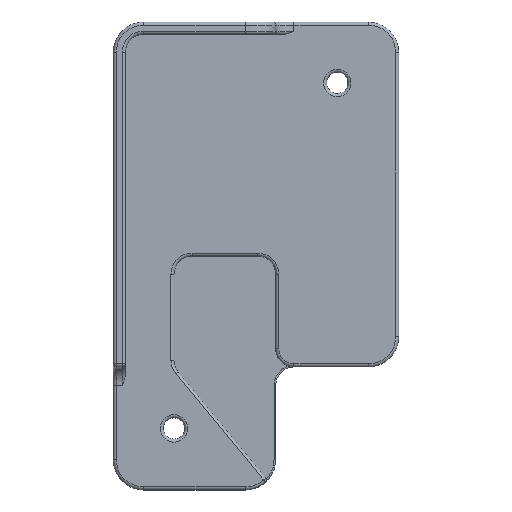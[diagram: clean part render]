
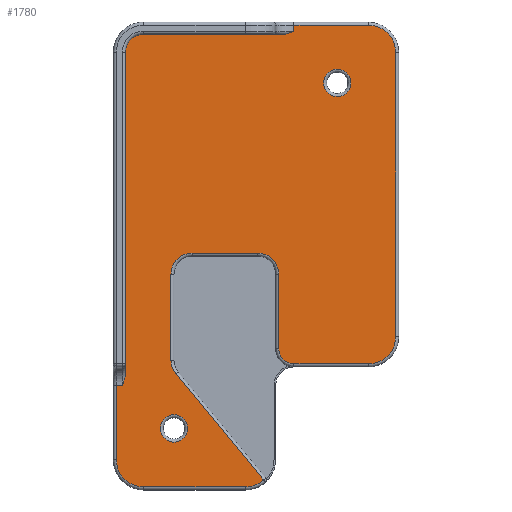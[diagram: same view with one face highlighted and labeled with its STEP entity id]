
A CAD part, top view. The second image highlights one B-rep face of the part: STEP entity #1780.
In plain terms, the highlighted planar face has unit normal (0, 0, 1).
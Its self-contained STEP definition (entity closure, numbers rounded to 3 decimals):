
#18=B_SPLINE_CURVE_WITH_KNOTS('',3,(#2898,#2899,#2900,#2901),
 .UNSPECIFIED.,.F.,.F.,(4,4),(0.,0.178),.UNSPECIFIED.);
#19=B_SPLINE_CURVE_WITH_KNOTS('',3,(#2909,#2910,#2911,#2912),
 .UNSPECIFIED.,.F.,.F.,(4,4),(0.382,0.56),
 .UNSPECIFIED.);
#67=FACE_BOUND('',#502,.T.);
#68=FACE_BOUND('',#503,.T.);
#85=LINE('',#2894,#219);
#86=LINE('',#2896,#220);
#87=LINE('',#2903,#221);
#88=LINE('',#2907,#222);
#89=LINE('',#2914,#223);
#90=LINE('',#2916,#224);
#91=LINE('',#2920,#225);
#92=LINE('',#2924,#226);
#93=LINE('',#2928,#227);
#94=LINE('',#2932,#228);
#95=LINE('',#2936,#229);
#96=LINE('',#2940,#230);
#97=LINE('',#2944,#231);
#219=VECTOR('',#2245,10.);
#220=VECTOR('',#2246,10.);
#221=VECTOR('',#2247,10.);
#222=VECTOR('',#2250,10.);
#223=VECTOR('',#2251,10.);
#224=VECTOR('',#2252,10.);
#225=VECTOR('',#2255,10.);
#226=VECTOR('',#2258,10.);
#227=VECTOR('',#2261,10.);
#228=VECTOR('',#2264,10.);
#229=VECTOR('',#2267,10.);
#230=VECTOR('',#2270,10.);
#231=VECTOR('',#2273,10.);
#338=PLANE('',#1937);
#384=FACE_OUTER_BOUND('',#501,.T.);
#501=EDGE_LOOP('',(#1247,#1248,#1249,#1250,#1251,#1252,#1253,#1254,#1255,
#1256,#1257,#1258,#1259,#1260,#1261,#1262,#1263,#1264,#1265,#1266,#1267,
#1268,#1269,#1270));
#502=EDGE_LOOP('',(#1271));
#503=EDGE_LOOP('',(#1272));
#638=CIRCLE('',#1935,2.25);
#640=CIRCLE('',#1938,3.);
#641=CIRCLE('',#1939,4.5);
#642=CIRCLE('',#1940,4.5);
#643=CIRCLE('',#1941,3.5);
#644=CIRCLE('',#1942,3.5);
#645=CIRCLE('',#1943,3.5);
#646=CIRCLE('',#1944,2.5);
#647=CIRCLE('',#1945,4.5);
#648=CIRCLE('',#1946,4.5);
#649=CIRCLE('',#1947,2.25);
#789=VERTEX_POINT('',#2887);
#790=VERTEX_POINT('',#2892);
#791=VERTEX_POINT('',#2893);
#792=VERTEX_POINT('',#2895);
#793=VERTEX_POINT('',#2897);
#794=VERTEX_POINT('',#2902);
#795=VERTEX_POINT('',#2904);
#796=VERTEX_POINT('',#2906);
#797=VERTEX_POINT('',#2908);
#798=VERTEX_POINT('',#2913);
#799=VERTEX_POINT('',#2915);
#800=VERTEX_POINT('',#2917);
#801=VERTEX_POINT('',#2919);
#802=VERTEX_POINT('',#2921);
#803=VERTEX_POINT('',#2923);
#804=VERTEX_POINT('',#2925);
#805=VERTEX_POINT('',#2927);
#806=VERTEX_POINT('',#2929);
#807=VERTEX_POINT('',#2931);
#808=VERTEX_POINT('',#2933);
#809=VERTEX_POINT('',#2935);
#810=VERTEX_POINT('',#2937);
#811=VERTEX_POINT('',#2939);
#812=VERTEX_POINT('',#2941);
#813=VERTEX_POINT('',#2943);
#814=VERTEX_POINT('',#2946);
#957=EDGE_CURVE('',#789,#789,#638,.T.);
#959=EDGE_CURVE('',#790,#791,#85,.T.);
#960=EDGE_CURVE('',#792,#790,#86,.T.);
#961=EDGE_CURVE('',#793,#792,#18,.F.);
#962=EDGE_CURVE('',#793,#794,#87,.T.);
#963=EDGE_CURVE('',#794,#795,#640,.T.);
#964=EDGE_CURVE('',#795,#796,#88,.T.);
#965=EDGE_CURVE('',#797,#796,#19,.F.);
#966=EDGE_CURVE('',#798,#797,#89,.T.);
#967=EDGE_CURVE('',#799,#798,#90,.T.);
#968=EDGE_CURVE('',#800,#799,#641,.T.);
#969=EDGE_CURVE('',#801,#800,#91,.T.);
#970=EDGE_CURVE('',#802,#801,#642,.T.);
#971=EDGE_CURVE('',#803,#802,#92,.T.);
#972=EDGE_CURVE('',#804,#803,#643,.T.);
#973=EDGE_CURVE('',#805,#804,#93,.T.);
#974=EDGE_CURVE('',#806,#805,#644,.T.);
#975=EDGE_CURVE('',#807,#806,#94,.T.);
#976=EDGE_CURVE('',#808,#807,#645,.T.);
#977=EDGE_CURVE('',#809,#808,#95,.T.);
#978=EDGE_CURVE('',#810,#809,#646,.T.);
#979=EDGE_CURVE('',#811,#810,#96,.T.);
#980=EDGE_CURVE('',#812,#811,#647,.T.);
#981=EDGE_CURVE('',#813,#812,#97,.T.);
#982=EDGE_CURVE('',#791,#813,#648,.T.);
#983=EDGE_CURVE('',#814,#814,#649,.T.);
#1247=ORIENTED_EDGE('',*,*,#959,.F.);
#1248=ORIENTED_EDGE('',*,*,#960,.F.);
#1249=ORIENTED_EDGE('',*,*,#961,.F.);
#1250=ORIENTED_EDGE('',*,*,#962,.T.);
#1251=ORIENTED_EDGE('',*,*,#963,.T.);
#1252=ORIENTED_EDGE('',*,*,#964,.T.);
#1253=ORIENTED_EDGE('',*,*,#965,.F.);
#1254=ORIENTED_EDGE('',*,*,#966,.F.);
#1255=ORIENTED_EDGE('',*,*,#967,.F.);
#1256=ORIENTED_EDGE('',*,*,#968,.F.);
#1257=ORIENTED_EDGE('',*,*,#969,.F.);
#1258=ORIENTED_EDGE('',*,*,#970,.F.);
#1259=ORIENTED_EDGE('',*,*,#971,.F.);
#1260=ORIENTED_EDGE('',*,*,#972,.F.);
#1261=ORIENTED_EDGE('',*,*,#973,.F.);
#1262=ORIENTED_EDGE('',*,*,#974,.F.);
#1263=ORIENTED_EDGE('',*,*,#975,.F.);
#1264=ORIENTED_EDGE('',*,*,#976,.F.);
#1265=ORIENTED_EDGE('',*,*,#977,.F.);
#1266=ORIENTED_EDGE('',*,*,#978,.F.);
#1267=ORIENTED_EDGE('',*,*,#979,.F.);
#1268=ORIENTED_EDGE('',*,*,#980,.F.);
#1269=ORIENTED_EDGE('',*,*,#981,.F.);
#1270=ORIENTED_EDGE('',*,*,#982,.F.);
#1271=ORIENTED_EDGE('',*,*,#983,.F.);
#1272=ORIENTED_EDGE('',*,*,#957,.F.);
#1780=ADVANCED_FACE('',(#384,#67,#68),#338,.F.);
#1935=AXIS2_PLACEMENT_3D('',#2889,#2239,#2240);
#1937=AXIS2_PLACEMENT_3D('',#2891,#2243,#2244);
#1938=AXIS2_PLACEMENT_3D('',#2905,#2248,#2249);
#1939=AXIS2_PLACEMENT_3D('',#2918,#2253,#2254);
#1940=AXIS2_PLACEMENT_3D('',#2922,#2256,#2257);
#1941=AXIS2_PLACEMENT_3D('',#2926,#2259,#2260);
#1942=AXIS2_PLACEMENT_3D('',#2930,#2262,#2263);
#1943=AXIS2_PLACEMENT_3D('',#2934,#2265,#2266);
#1944=AXIS2_PLACEMENT_3D('',#2938,#2268,#2269);
#1945=AXIS2_PLACEMENT_3D('',#2942,#2271,#2272);
#1946=AXIS2_PLACEMENT_3D('',#2945,#2274,#2275);
#1947=AXIS2_PLACEMENT_3D('',#2947,#2276,#2277);
#2239=DIRECTION('center_axis',(0.,0.,1.));
#2240=DIRECTION('ref_axis',(1.,0.,0.));
#2243=DIRECTION('center_axis',(0.,0.,-1.));
#2244=DIRECTION('ref_axis',(1.,0.,0.));
#2245=DIRECTION('',(1.,0.,0.));
#2246=DIRECTION('',(0.,1.,0.));
#2247=DIRECTION('',(-1.,0.,0.));
#2248=DIRECTION('center_axis',(0.,0.,1.));
#2249=DIRECTION('ref_axis',(-0.707,0.707,0.));
#2250=DIRECTION('',(0.,-1.,0.));
#2251=DIRECTION('',(1.,0.,0.));
#2252=DIRECTION('',(0.,1.,0.));
#2253=DIRECTION('center_axis',(0.,0.,-1.));
#2254=DIRECTION('ref_axis',(-0.707,-0.707,0.));
#2255=DIRECTION('',(-1.,0.,0.));
#2256=DIRECTION('center_axis',(0.,0.,-1.));
#2257=DIRECTION('ref_axis',(0.401,-0.916,0.));
#2258=DIRECTION('',(0.637,-0.771,0.));
#2259=DIRECTION('center_axis',(0.,0.,1.));
#2260=DIRECTION('ref_axis',(-0.941,-0.339,0.));
#2261=DIRECTION('',(0.,-1.,0.));
#2262=DIRECTION('center_axis',(0.,0.,1.));
#2263=DIRECTION('ref_axis',(-0.707,0.707,0.));
#2264=DIRECTION('',(-1.,0.,0.));
#2265=DIRECTION('center_axis',(0.,0.,1.));
#2266=DIRECTION('ref_axis',(0.707,0.707,0.));
#2267=DIRECTION('',(0.,1.,0.));
#2268=DIRECTION('center_axis',(0.,0.,-1.));
#2269=DIRECTION('ref_axis',(-0.707,-0.707,0.));
#2270=DIRECTION('',(-1.,0.,0.));
#2271=DIRECTION('center_axis',(0.,0.,-1.));
#2272=DIRECTION('ref_axis',(0.707,-0.707,0.));
#2273=DIRECTION('',(0.,-1.,0.));
#2274=DIRECTION('center_axis',(0.,0.,-1.));
#2275=DIRECTION('ref_axis',(0.707,0.707,0.));
#2276=DIRECTION('center_axis',(0.,0.,1.));
#2277=DIRECTION('ref_axis',(1.,0.,0.));
#2887=CARTESIAN_POINT('',(-11.25,-28.375,4.5));
#2889=CARTESIAN_POINT('Origin',(-13.5,-28.375,4.5));
#2891=CARTESIAN_POINT('Origin',(0.,0.,
4.5));
#2892=CARTESIAN_POINT('',(6.25,38.,4.5));
#2893=CARTESIAN_POINT('',(18.5,38.,4.5));
#2894=CARTESIAN_POINT('',(-11.75,38.,4.5));
#2895=CARTESIAN_POINT('',(6.25,37.,4.5));
#2896=CARTESIAN_POINT('',(6.25,18.25,4.5));
#2897=CARTESIAN_POINT('',(4.447,36.5,4.5));
#2898=CARTESIAN_POINT('Ctrl Pts',(6.25,37.,4.5));
#2899=CARTESIAN_POINT('Ctrl Pts',(5.7,36.775,4.5));
#2900=CARTESIAN_POINT('Ctrl Pts',(5.042,36.5,4.5));
#2901=CARTESIAN_POINT('Ctrl Pts',(4.447,36.5,4.5));
#2902=CARTESIAN_POINT('',(-18.5,36.5,4.5));
#2903=CARTESIAN_POINT('',(-10.75,36.5,4.5));
#2904=CARTESIAN_POINT('',(-21.5,33.5,4.5));
#2905=CARTESIAN_POINT('Origin',(-18.5,33.5,4.5));
#2906=CARTESIAN_POINT('',(-21.5,-19.447,4.5));
#2907=CARTESIAN_POINT('',(-21.5,-9.125,4.5));
#2908=CARTESIAN_POINT('',(-22.,-21.25,4.5));
#2909=CARTESIAN_POINT('Ctrl Pts',(-21.5,-19.447,4.5));
#2910=CARTESIAN_POINT('Ctrl Pts',(-21.5,-20.042,4.5));
#2911=CARTESIAN_POINT('Ctrl Pts',(-21.775,-20.7,4.5));
#2912=CARTESIAN_POINT('Ctrl Pts',(-22.,-21.25,4.5));
#2913=CARTESIAN_POINT('',(-23.,-21.25,4.5));
#2914=CARTESIAN_POINT('',(-11.75,-21.25,4.5));
#2915=CARTESIAN_POINT('',(-23.,-33.5,4.5));
#2916=CARTESIAN_POINT('',(-23.,-19.25,4.5));
#2917=CARTESIAN_POINT('',(-18.5,-38.,4.5));
#2918=CARTESIAN_POINT('Origin',(-18.5,-33.5,4.5));
#2919=CARTESIAN_POINT('',(-1.75,-38.,4.5));
#2920=CARTESIAN_POINT('',(1.625,-38.,4.5));
#2921=CARTESIAN_POINT('',(1.244,-36.859,4.5));
#2922=CARTESIAN_POINT('Origin',(-1.75,-33.5,4.5));
#2923=CARTESIAN_POINT('',(-13.197,-19.401,4.5));
#2924=CARTESIAN_POINT('',(-7.25,-26.591,4.5));
#2925=CARTESIAN_POINT('',(-14.,-17.17,4.5));
#2926=CARTESIAN_POINT('Origin',(-10.5,-17.17,4.5));
#2927=CARTESIAN_POINT('',(-14.,-3.,4.5));
#2928=CARTESIAN_POINT('',(-14.,-9.125,4.5));
#2929=CARTESIAN_POINT('',(-10.5,0.5,4.5));
#2930=CARTESIAN_POINT('Origin',(-10.5,-3.,4.5));
#2931=CARTESIAN_POINT('',(0.25,0.5,4.5));
#2932=CARTESIAN_POINT('',(-6.75,0.5,4.5));
#2933=CARTESIAN_POINT('',(3.75,-3.,4.5));
#2934=CARTESIAN_POINT('Origin',(0.25,-3.,4.5));
#2935=CARTESIAN_POINT('',(3.75,-15.25,4.5));
#2936=CARTESIAN_POINT('',(3.75,0.,4.5));
#2937=CARTESIAN_POINT('',(6.25,-17.75,4.5));
#2938=CARTESIAN_POINT('Origin',(6.25,-15.25,4.5));
#2939=CARTESIAN_POINT('',(18.5,-17.75,4.5));
#2940=CARTESIAN_POINT('',(11.75,-17.75,4.5));
#2941=CARTESIAN_POINT('',(23.,-13.25,4.5));
#2942=CARTESIAN_POINT('Origin',(18.5,-13.25,4.5));
#2943=CARTESIAN_POINT('',(23.,33.5,4.5));
#2944=CARTESIAN_POINT('',(23.,19.25,4.5));
#2945=CARTESIAN_POINT('Origin',(18.5,33.5,4.5));
#2946=CARTESIAN_POINT('',(15.625,28.5,4.5));
#2947=CARTESIAN_POINT('Origin',(13.375,28.5,4.5));
